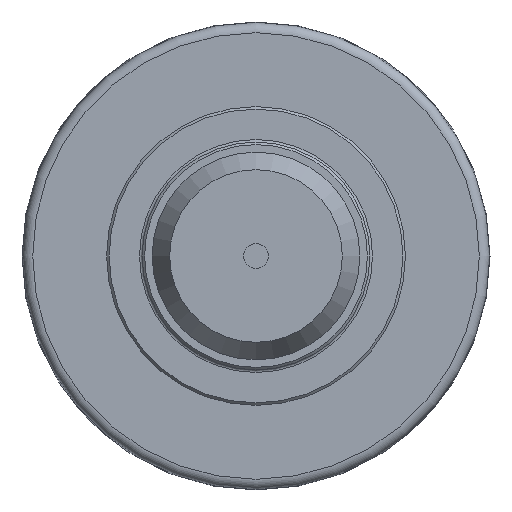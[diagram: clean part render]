
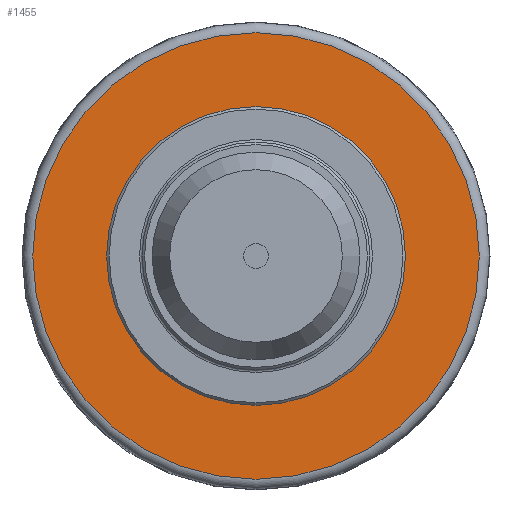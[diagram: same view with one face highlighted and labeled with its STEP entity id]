
A CAD part, left-side view. The second image highlights one B-rep face of the part: STEP entity #1455.
In plain terms, the highlighted planar face has unit normal (-1, 0, 0).
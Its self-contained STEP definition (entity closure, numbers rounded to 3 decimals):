
#72=FACE_BOUND('',#310,.T.);
#118=CIRCLE('',#1594,27.65);
#122=CIRCLE('',#1601,44.079);
#123=CIRCLE('',#1602,44.079);
#218=FACE_OUTER_BOUND('',#309,.T.);
#309=EDGE_LOOP('',(#1224,#1225));
#310=EDGE_LOOP('',(#1226));
#671=VERTEX_POINT('',#2464);
#679=VERTEX_POINT('',#2504);
#680=VERTEX_POINT('',#2505);
#862=EDGE_CURVE('',#671,#671,#118,.T.);
#872=EDGE_CURVE('',#679,#680,#122,.T.);
#873=EDGE_CURVE('',#680,#679,#123,.T.);
#1224=ORIENTED_EDGE('',*,*,#872,.F.);
#1225=ORIENTED_EDGE('',*,*,#873,.F.);
#1226=ORIENTED_EDGE('',*,*,#862,.T.);
#1390=PLANE('',#1600);
#1455=ADVANCED_FACE('',(#218,#72),#1390,.T.);
#1594=AXIS2_PLACEMENT_3D('',#2465,#1955,#1956);
#1600=AXIS2_PLACEMENT_3D('',#2503,#1970,#1971);
#1601=AXIS2_PLACEMENT_3D('',#2506,#1972,#1973);
#1602=AXIS2_PLACEMENT_3D('',#2507,#1974,#1975);
#1955=DIRECTION('center_axis',(1.,0.,0.));
#1956=DIRECTION('ref_axis',(0.,0.,
1.));
#1970=DIRECTION('center_axis',(-1.,0.,0.));
#1971=DIRECTION('ref_axis',(0.,1.,0.));
#1972=DIRECTION('center_axis',(1.,0.,0.));
#1973=DIRECTION('ref_axis',(0.,0.,
1.));
#1974=DIRECTION('center_axis',(1.,0.,0.));
#1975=DIRECTION('ref_axis',(0.,0.,
1.));
#2464=CARTESIAN_POINT('',(23.2,0.,-27.65));
#2465=CARTESIAN_POINT('Origin',(23.2,0.,0.));
#2503=CARTESIAN_POINT('Origin',(23.2,0.,-39.27));
#2504=CARTESIAN_POINT('',(23.2,0.,-44.079));
#2505=CARTESIAN_POINT('',(23.2,44.079,0.));
#2506=CARTESIAN_POINT('Origin',(23.2,0.,0.));
#2507=CARTESIAN_POINT('Origin',(23.2,0.,0.));
